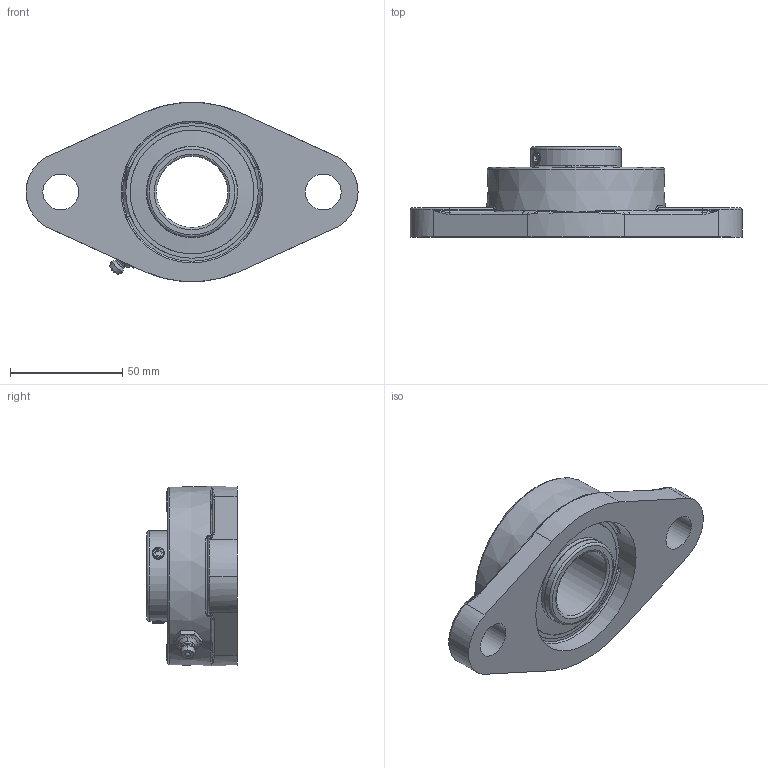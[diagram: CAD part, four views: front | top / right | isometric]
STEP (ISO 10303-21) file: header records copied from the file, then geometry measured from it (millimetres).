
FILE_DESCRIPTION(('HOOPS Exchange Step'),'2;1');
FILE_NAME('export-1346DBD2-5EF7-4777-8926-3AD49A2E8D63.stp','2019-12-13T08:23:22-08:00',('ibuslach'),('Alibre'),'HOOPS Exchange 2019.2','Alibre','Unknown authorisation');
FILE_SCHEMA( ('AP242_MANAGED_MODEL_BASED_3D_ENGINEERING_MIM_LF {1 0 10303 442 1 1 4 }') );
Length unit declared in the file: centimetre
Products named in the file (7): SUC 206-20 RACES; SUC 206 SHIELD; SUC 206 SS; MRN SUC 206-20; ZERK 6mm; MRN SFL 206; MRN SUCFL 206-20
Assembly tree (8 placements, depth 3):
  MRN SUCFL 206-20
    MRN SUC 206-20
      SUC 206-20 RACES
      SUC 206 SHIELD  x2
      SUC 206 SS  x2
    ZERK 6mm
    MRN SFL 206
Bounding box: 148 x 40.2 x 80 mm (x, y, z)
Volume: 124169.5 mm3; surface area: 50028.4 mm2
Topology: 8 solids, 8 shells, 702 faces, 1947 edges, 1270 vertices
Faces by surface type: plane 272, extrusion 262, cylinder 64, bspline 42, cone 29, torus 24, sphere 9
Full cylindrical faces by diameter (mm): 2.005 x2, 5.359 x12, 5.994 x1, 6 x1, 16 x2, 31.75 x1, 40.259 x1, 40.284 x2, 40.792 x2, 55.093 x1, 55.118 x2, 62.017 x1, 63.21 x1
Entity records: 31064 total; most frequent: CARTESIAN_POINT 14858, ORIENTED_EDGE 3732, DIRECTION 2463, EDGE_CURVE 1866, VECTOR 1231, VERTEX_POINT 1224, LINE 969, B_SPLINE_CURVE_WITH_KNOTS 915
